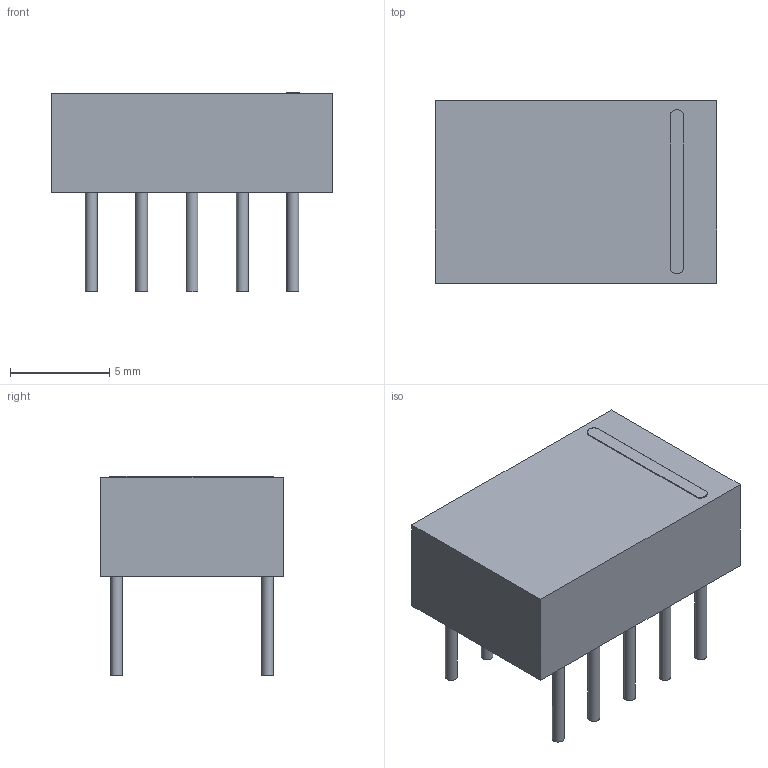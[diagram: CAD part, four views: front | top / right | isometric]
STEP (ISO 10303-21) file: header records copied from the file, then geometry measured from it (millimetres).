
FILE_DESCRIPTION(('FreeCAD Model'),'2;1');
FILE_NAME('Kemet_EA2-5NJ_Line.step','2018-12-27T20:56:01',(''),(''), 'Open CASCADE STEP processor 7.2','FreeCAD','Unknown');
FILE_SCHEMA(('AUTOMOTIVE_DESIGN { 1 0 10303 214 1 1 1 1 }'));
Length unit declared in the file: millimetre
Products named in the file (13): Extrude; ASSEMBLY; Body; Leads; Leads001; Leads002; Leads003; Leads004; Leads005; Leads006; Leads007; Leads008; Leads009
Assembly tree (11 placements, depth 2):
  Extrude
  ASSEMBLY
    Body
    Leads
    Leads001
    Leads002
    Leads003
    Leads004
    Leads005
    Leads006
    Leads007
    Leads008
    Leads009
Bounding box: 14.2 x 9.2 x 10.05 mm (x, y, z)
Volume: 794.9 mm3; surface area: 1506.4 mm2
Topology: 102 solids, 102 shells, 316 faces, 936 edges, 2224 vertices
Faces by surface type: plane 212, cylinder 104
Full cylindrical faces by diameter (mm): 0.6 x100
Entity records: 15106 total; most frequent: CARTESIAN_POINT 3888, DIRECTION 2200, AXIS2_PLACEMENT_3D 936, ORIENTED_EDGE 672, GEOMETRIC_CURVE_SET 610, CIRCLE 608, TRIMMED_CURVE 600, EDGE_CURVE 336
